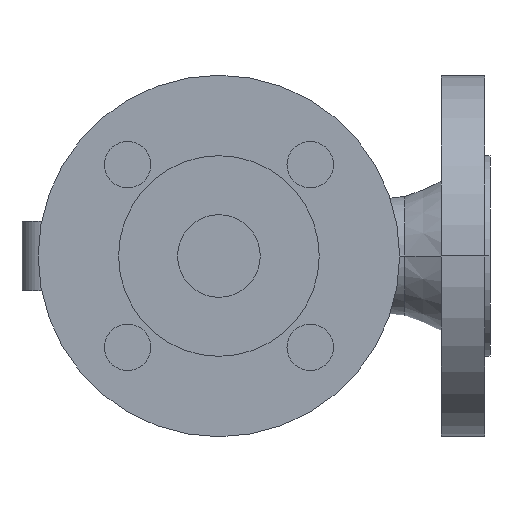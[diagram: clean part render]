
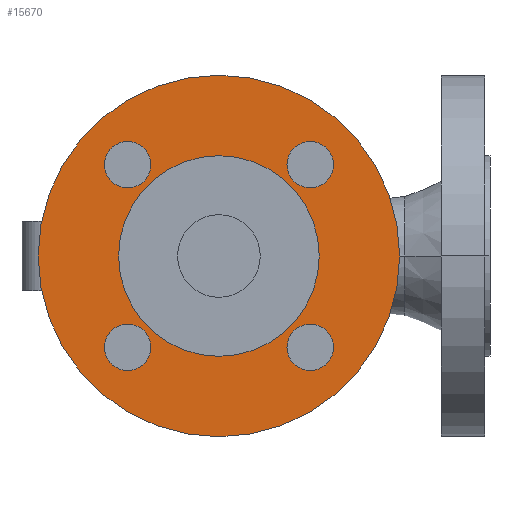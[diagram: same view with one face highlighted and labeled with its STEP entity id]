
A CAD part, front view. The second image highlights one B-rep face of the part: STEP entity #15670.
In plain terms, the highlighted planar face has unit normal (0, -1, 0).
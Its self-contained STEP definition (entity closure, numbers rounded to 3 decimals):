
#2550=CARTESIAN_POINT('',(-38.85,2.,0.));
#2560=VERTEX_POINT('',#2550);
#2590=CARTESIAN_POINT('',(0.,2.,0.));
#2600=DIRECTION('',(0.,-1.,-0.));
#2610=DIRECTION('',(-1.,0.,0.));
#2620=AXIS2_PLACEMENT_3D('',#2590,#2600,#2610);
#2630=CIRCLE('',#2620,38.85);
#2640=CARTESIAN_POINT('',(38.85,2.,0.));
#2650=VERTEX_POINT('',#2640);
#2660=EDGE_CURVE('',#2650,#2560,#2630,.T.);
#2950=CARTESIAN_POINT('',(70.,2.,0.));
#2960=VERTEX_POINT('',#2950);
#3140=CARTESIAN_POINT('',(-70.,2.,0.));
#3150=VERTEX_POINT('',#3140);
#3180=CARTESIAN_POINT('',(0.,2.,0.));
#3190=DIRECTION('',(0.,-1.,-0.));
#3200=DIRECTION('',(-1.,0.,0.));
#3210=AXIS2_PLACEMENT_3D('',#3180,#3190,#3200);
#3220=CIRCLE('',#3210,70.);
#3230=EDGE_CURVE('',#3150,#2960,#3220,.T.);
#11180=CARTESIAN_POINT('',(26.355,2.,-35.355));
#11190=VERTEX_POINT('',#11180);
#11220=CARTESIAN_POINT('',(35.355,2.,-35.355));
#11230=DIRECTION('',(-0.,1.,0.));
#11240=DIRECTION('',(1.,0.,0.));
#11250=AXIS2_PLACEMENT_3D('',#11220,#11230,#11240);
#11260=CIRCLE('',#11250,9.);
#11270=CARTESIAN_POINT('',(44.355,2.,-35.355));
#11280=VERTEX_POINT('',#11270);
#11290=EDGE_CURVE('',#11190,#11280,#11260,.T.);
#11500=CARTESIAN_POINT('',(44.355,2.,35.355));
#11510=VERTEX_POINT('',#11500);
#11590=CARTESIAN_POINT('',(26.355,2.,35.355));
#11600=VERTEX_POINT('',#11590);
#11630=CARTESIAN_POINT('',(35.355,2.,35.355));
#11640=DIRECTION('',(-0.,1.,0.));
#11650=DIRECTION('',(1.,0.,0.));
#11660=AXIS2_PLACEMENT_3D('',#11630,#11640,#11650);
#11670=CIRCLE('',#11660,9.);
#11680=EDGE_CURVE('',#11600,#11510,#11670,.T.);
#11820=CARTESIAN_POINT('',(-44.355,2.,35.355));
#11830=VERTEX_POINT('',#11820);
#11910=CARTESIAN_POINT('',(-26.355,2.,35.355));
#11920=VERTEX_POINT('',#11910);
#11950=CARTESIAN_POINT('',(-35.355,2.,35.355));
#11960=DIRECTION('',(-0.,1.,0.));
#11970=DIRECTION('',(1.,0.,0.));
#11980=AXIS2_PLACEMENT_3D('',#11950,#11960,#11970);
#11990=CIRCLE('',#11980,9.);
#12000=EDGE_CURVE('',#11920,#11830,#11990,.T.);
#12140=CARTESIAN_POINT('',(-26.355,2.,-35.355));
#12150=VERTEX_POINT('',#12140);
#12230=CARTESIAN_POINT('',(-44.355,2.,-35.355));
#12240=VERTEX_POINT('',#12230);
#12270=CARTESIAN_POINT('',(-35.355,2.,-35.355));
#12280=DIRECTION('',(-0.,1.,0.));
#12290=DIRECTION('',(1.,0.,0.));
#12300=AXIS2_PLACEMENT_3D('',#12270,#12280,#12290);
#12310=CIRCLE('',#12300,9.);
#12320=EDGE_CURVE('',#12240,#12150,#12310,.T.);
#15320=CARTESIAN_POINT('',(-54.425,2.,0.));
#15330=DIRECTION('',(0.,-1.,-0.));
#15340=DIRECTION('',(-1.,0.,0.));
#15350=AXIS2_PLACEMENT_3D('',#15320,#15330,#15340);
#15360=PLANE('',#15350);
#15370=EDGE_CURVE('',#12150,#12240,#12310,.T.);
#15380=ORIENTED_EDGE('',*,*,#15370,.T.);
#15390=ORIENTED_EDGE('',*,*,#12320,.T.);
#15400=EDGE_LOOP('',(#15390,#15380));
#15410=FACE_BOUND('',#15400,.T.);
#15420=EDGE_CURVE('',#11830,#11920,#11990,.T.);
#15430=ORIENTED_EDGE('',*,*,#15420,.T.);
#15440=ORIENTED_EDGE('',*,*,#12000,.T.);
#15450=EDGE_LOOP('',(#15440,#15430));
#15460=FACE_BOUND('',#15450,.T.);
#15470=EDGE_CURVE('',#11510,#11600,#11670,.T.);
#15480=ORIENTED_EDGE('',*,*,#15470,.T.);
#15490=ORIENTED_EDGE('',*,*,#11680,.T.);
#15500=EDGE_LOOP('',(#15490,#15480));
#15510=FACE_BOUND('',#15500,.T.);
#15520=EDGE_CURVE('',#11280,#11190,#11260,.T.);
#15530=ORIENTED_EDGE('',*,*,#15520,.T.);
#15540=ORIENTED_EDGE('',*,*,#11290,.T.);
#15550=EDGE_LOOP('',(#15540,#15530));
#15560=FACE_BOUND('',#15550,.T.);
#15570=EDGE_CURVE('',#2560,#2650,#2630,.T.);
#15580=ORIENTED_EDGE('',*,*,#15570,.F.);
#15590=ORIENTED_EDGE('',*,*,#2660,.F.);
#15600=EDGE_LOOP('',(#15590,#15580));
#15610=FACE_BOUND('',#15600,.T.);
#15620=EDGE_CURVE('',#2960,#3150,#3220,.T.);
#15630=ORIENTED_EDGE('',*,*,#15620,.T.);
#15640=ORIENTED_EDGE('',*,*,#3230,.T.);
#15650=EDGE_LOOP('',(#15640,#15630));
#15660=FACE_OUTER_BOUND('',#15650,.T.);
#15670=ADVANCED_FACE('',(#15410,#15460,#15510,#15560,#15610,#15660),
#15360,.T.);
